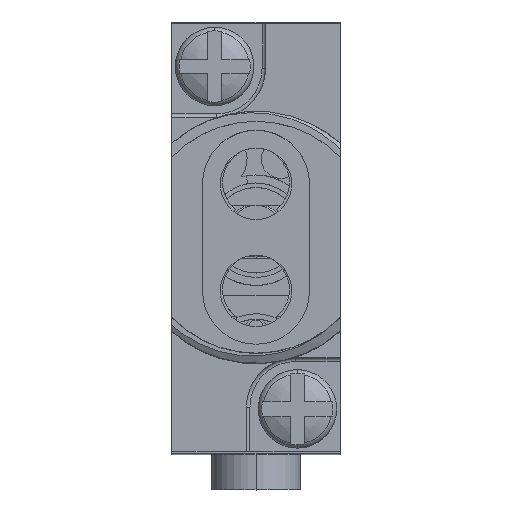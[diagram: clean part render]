
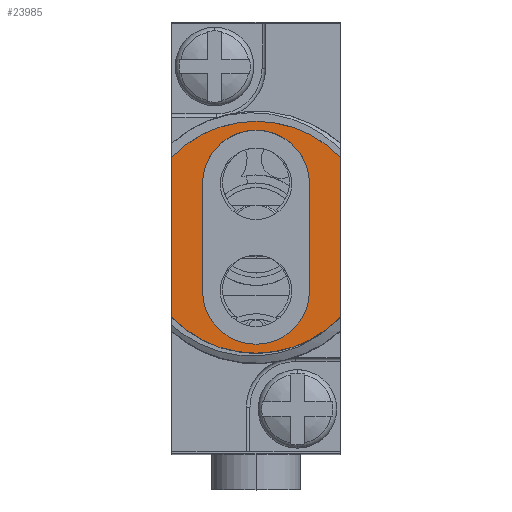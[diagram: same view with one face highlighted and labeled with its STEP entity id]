
A CAD part, top view. The second image highlights one B-rep face of the part: STEP entity #23985.
In plain terms, the highlighted planar face has unit normal (0, 0, 1).
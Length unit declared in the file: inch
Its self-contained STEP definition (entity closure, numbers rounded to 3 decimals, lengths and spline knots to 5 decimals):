
#8024=DIRECTION('',(0.,-1.,0.));
#8025=VECTOR('',#8024,0.4469);
#8026=CARTESIAN_POINT('',(-0.236,0.82845,0.95));
#8027=LINE('',#8026,#8025);
#8028=CARTESIAN_POINT('',(0.,0.605,0.95));
#8029=DIRECTION('',(0.,0.,1.));
#8030=DIRECTION('',(0.726,0.688,0.));
#8031=AXIS2_PLACEMENT_3D('',#8028,#8029,#8030);
#8033=DIRECTION('',(0.,1.,0.));
#8034=VECTOR('',#8033,0.4469);
#8035=CARTESIAN_POINT('',(0.236,0.38155,0.95));
#8036=LINE('',#8035,#8034);
#8037=CARTESIAN_POINT('',(0.,0.605,0.95));
#8038=DIRECTION('',(0.,0.,1.));
#8039=DIRECTION('',(-0.726,-0.688,0.));
#8040=AXIS2_PLACEMENT_3D('',#8037,#8038,#8039);
#8042=CARTESIAN_POINT('',(0.,0.755,0.95));
#8043=DIRECTION('',(0.,0.,1.));
#8044=DIRECTION('',(1.,0.,0.));
#8045=AXIS2_PLACEMENT_3D('',#8042,#8043,#8044);
#8047=DIRECTION('',(0.,-1.,0.));
#8048=VECTOR('',#8047,0.3);
#8049=CARTESIAN_POINT('',(-0.15,0.755,0.95));
#8050=LINE('',#8049,#8048);
#8051=CARTESIAN_POINT('',(0.,0.455,0.95));
#8052=DIRECTION('',(0.,0.,1.));
#8053=DIRECTION('',(-1.,0.,0.));
#8054=AXIS2_PLACEMENT_3D('',#8051,#8052,#8053);
#8056=DIRECTION('',(0.,1.,0.));
#8057=VECTOR('',#8056,0.3);
#8058=CARTESIAN_POINT('',(0.15,0.455,0.95));
#8059=LINE('',#8058,#8057);
#14976=CARTESIAN_POINT('',(-0.236,0.38155,0.95));
#14977=CARTESIAN_POINT('',(0.236,0.38155,0.95));
#14978=VERTEX_POINT('',#14976);
#14979=VERTEX_POINT('',#14977);
#14980=CARTESIAN_POINT('',(0.236,0.82845,0.95));
#14981=CARTESIAN_POINT('',(-0.236,0.82845,0.95));
#14982=VERTEX_POINT('',#14980);
#14983=VERTEX_POINT('',#14981);
#15073=CARTESIAN_POINT('',(0.15,0.755,0.95));
#15074=CARTESIAN_POINT('',(-0.15,0.755,0.95));
#15075=VERTEX_POINT('',#15073);
#15076=VERTEX_POINT('',#15074);
#15077=CARTESIAN_POINT('',(-0.15,0.455,0.95));
#15078=VERTEX_POINT('',#15077);
#15079=CARTESIAN_POINT('',(0.15,0.455,0.95));
#15080=VERTEX_POINT('',#15079);
#23963=CARTESIAN_POINT('',(-0.236,0.005,0.95));
#23964=DIRECTION('',(0.,0.,1.));
#23965=DIRECTION('',(1.,0.,0.));
#23966=AXIS2_PLACEMENT_3D('',#23963,#23964,#23965);
#23967=PLANE('',#23966);
#23968=ORIENTED_EDGE('',*,*,#18835,.F.);
#23970=ORIENTED_EDGE('',*,*,#23969,.F.);
#23971=ORIENTED_EDGE('',*,*,#21844,.F.);
#23972=ORIENTED_EDGE('',*,*,#23941,.F.);
#23973=EDGE_LOOP('',(#23968,#23970,#23971,#23972));
#23974=FACE_OUTER_BOUND('',#23973,.F.);
#23976=ORIENTED_EDGE('',*,*,#23975,.T.);
#23978=ORIENTED_EDGE('',*,*,#23977,.T.);
#23980=ORIENTED_EDGE('',*,*,#23979,.T.);
#23982=ORIENTED_EDGE('',*,*,#23981,.T.);
#23983=EDGE_LOOP('',(#23976,#23978,#23980,#23982));
#23984=FACE_BOUND('',#23983,.F.);
#23985=ADVANCED_FACE('',(#23974,#23984),#23967,.T.);
#8032=CIRCLE('',#8031,0.325);
#8041=CIRCLE('',#8040,0.325);
#8046=CIRCLE('',#8045,0.15);
#8055=CIRCLE('',#8054,0.15);
#18835=EDGE_CURVE('',#14983,#14978,#8027,.T.);
#21844=EDGE_CURVE('',#14979,#14982,#8036,.T.);
#23941=EDGE_CURVE('',#14978,#14979,#8041,.T.);
#23969=EDGE_CURVE('',#14982,#14983,#8032,.T.);
#23975=EDGE_CURVE('',#15075,#15076,#8046,.T.);
#23977=EDGE_CURVE('',#15076,#15078,#8050,.T.);
#23979=EDGE_CURVE('',#15078,#15080,#8055,.T.);
#23981=EDGE_CURVE('',#15080,#15075,#8059,.T.);
